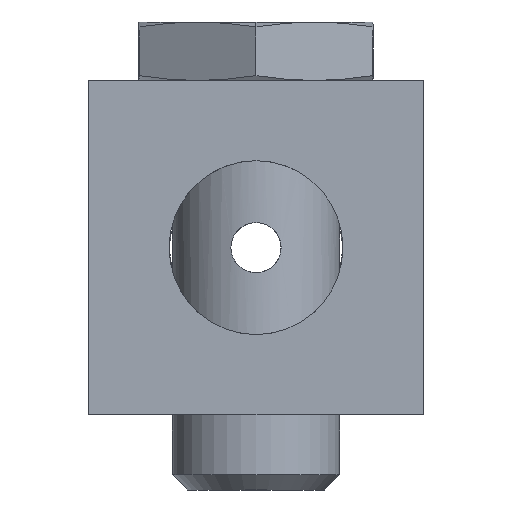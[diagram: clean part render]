
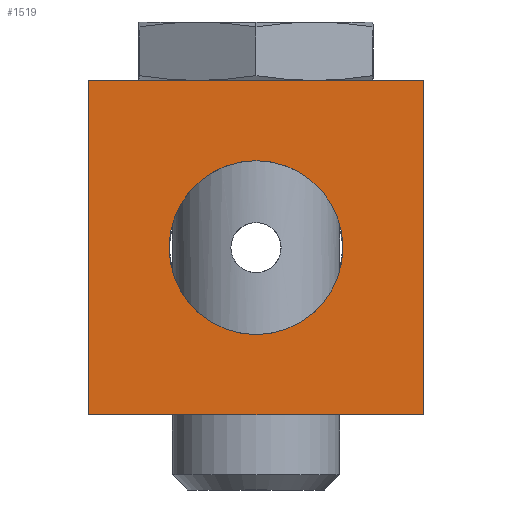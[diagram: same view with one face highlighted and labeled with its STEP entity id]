
A CAD part, left-side view. The second image highlights one B-rep face of the part: STEP entity #1519.
In plain terms, the highlighted planar face has unit normal (-1, 0, 0).
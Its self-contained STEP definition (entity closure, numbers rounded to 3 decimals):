
#147=PLANE('',#1657);
#181=VECTOR('',#3823,1.);
#185=VECTOR('',#3836,1.);
#192=VECTOR('',#3863,1.);
#193=VECTOR('',#3864,1.);
#230=LINE('',#3536,#181);
#234=LINE('',#3550,#185);
#241=LINE('',#3576,#192);
#242=LINE('',#3578,#193);
#402=CIRCLE('',#1654,5.2);
#582=EDGE_CURVE('',#1304,#1305,#230,.T.);
#590=EDGE_CURVE('',#1305,#1309,#234,.T.);
#603=EDGE_CURVE('',#1314,#1311,#402,.T.);
#604=EDGE_CURVE('',#1311,#1314,#402,.T.);
#607=EDGE_CURVE('',#1317,#1304,#241,.T.);
#608=EDGE_CURVE('',#1309,#1317,#242,.T.);
#955=ORIENTED_EDGE('',*,*,#603,.T.);
#956=ORIENTED_EDGE('',*,*,#604,.T.);
#957=ORIENTED_EDGE('',*,*,#582,.F.);
#958=ORIENTED_EDGE('',*,*,#607,.F.);
#959=ORIENTED_EDGE('',*,*,#608,.F.);
#960=ORIENTED_EDGE('',*,*,#590,.F.);
#1149=EDGE_LOOP('',(#955,#956));
#1150=EDGE_LOOP('',(#957,#958,#959,#960));
#1304=VERTEX_POINT('',#3537);
#1305=VERTEX_POINT('',#3538);
#1309=VERTEX_POINT('',#3551);
#1311=VERTEX_POINT('',#3562);
#1314=VERTEX_POINT('',#3570);
#1317=VERTEX_POINT('',#3577);
#1419=FACE_BOUND('',#1149,.T.);
#1420=FACE_BOUND('',#1150,.T.);
#1519=ADVANCED_FACE('',(#1419,#1420),#147,.F.);
#1654=AXIS2_PLACEMENT_3D('',#3569,#3857,#3858);
#1657=AXIS2_PLACEMENT_3D('',#3575,#3862,$);
#3536=CARTESIAN_POINT('',(0.,20.,-20.));
#3537=CARTESIAN_POINT('',(0.,20.,-20.));
#3538=CARTESIAN_POINT('',(0.,20.,0.));
#3550=CARTESIAN_POINT('',(0.,20.,0.));
#3551=CARTESIAN_POINT('',(0.,0.,0.));
#3562=CARTESIAN_POINT('',(0.,10.,-4.8));
#3569=CARTESIAN_POINT('',(0.,10.,-10.));
#3570=CARTESIAN_POINT('',(0.,10.,-15.2));
#3575=CARTESIAN_POINT('',(0.,0.,0.));
#3576=CARTESIAN_POINT('',(0.,0.,-20.));
#3577=CARTESIAN_POINT('',(0.,0.,-20.));
#3578=CARTESIAN_POINT('',(0.,0.,0.));
#3823=DIRECTION('',(0.,0.,1.));
#3836=DIRECTION('',(0.,-1.,0.));
#3857=DIRECTION('',(1.,0.,0.));
#3858=DIRECTION('',(0.,0.,-5.2));
#3862=DIRECTION('',(1.,0.,0.));
#3863=DIRECTION('',(0.,1.,0.));
#3864=DIRECTION('',(0.,0.,-1.));
